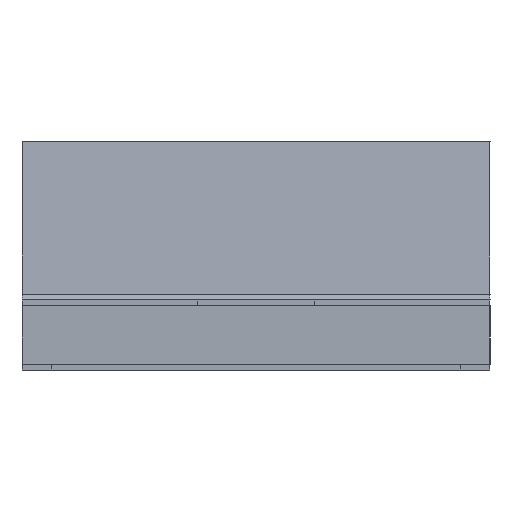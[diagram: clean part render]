
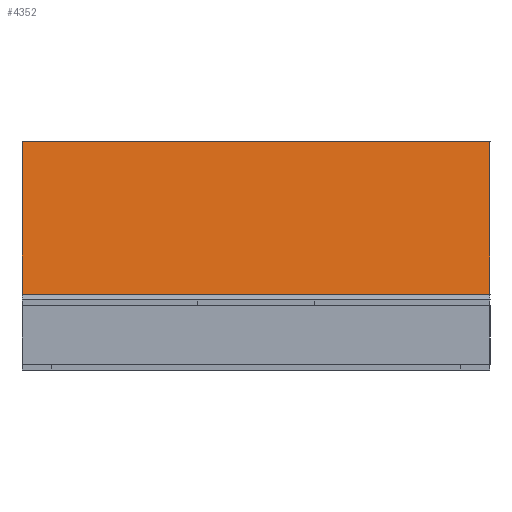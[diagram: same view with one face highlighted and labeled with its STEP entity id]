
A CAD part, left-side view. The second image highlights one B-rep face of the part: STEP entity #4352.
In plain terms, the highlighted planar face has unit normal (-0.996, 0, 0.087).
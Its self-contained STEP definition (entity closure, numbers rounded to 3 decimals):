
#1923 = PLANE('',#1924);
#1924 = AXIS2_PLACEMENT_3D('',#1925,#1926,#1927);
#1925 = CARTESIAN_POINT('',(-0.522,-0.4,0.11));
#1926 = DIRECTION('',(0.,-1.,0.));
#1927 = DIRECTION('',(1.,0.,0.));
#2543 = PLANE('',#2544);
#2544 = AXIS2_PLACEMENT_3D('',#2545,#2546,#2547);
#2545 = CARTESIAN_POINT('',(-0.522,0.4,0.11));
#2546 = DIRECTION('',(0.,-1.,0.));
#2547 = DIRECTION('',(1.,0.,0.));
#3190 = VERTEX_POINT('',#3191);
#3191 = CARTESIAN_POINT('',(-0.476,-0.4,0.39));
#3205 = PLANE('',#3206);
#3206 = AXIS2_PLACEMENT_3D('',#3207,#3208,#3209);
#3207 = CARTESIAN_POINT('',(-0.476,-0.4,0.39));
#3208 = DIRECTION('',(0.,0.,-1.));
#3209 = DIRECTION('',(0.,1.,0.));
#3217 = EDGE_CURVE('',#3190,#3218,#3220,.T.);
#3218 = VERTEX_POINT('',#3219);
#3219 = CARTESIAN_POINT('',(-0.498,-0.4,0.13));
#3220 = SURFACE_CURVE('',#3221,(#3225,#3232),.PCURVE_S1.);
#3221 = LINE('',#3222,#3223);
#3222 = CARTESIAN_POINT('',(-0.476,-0.4,0.39));
#3223 = VECTOR('',#3224,1.);
#3224 = DIRECTION('',(-0.087,0.,
    -0.996));
#3225 = PCURVE('',#1923,#3226);
#3226 = DEFINITIONAL_REPRESENTATION('',(#3227),#3231);
#3227 = LINE('',#3228,#3229);
#3228 = CARTESIAN_POINT('',(0.047,0.28));
#3229 = VECTOR('',#3230,1.);
#3230 = DIRECTION('',(-0.087,-0.996));
#3231 = ( GEOMETRIC_REPRESENTATION_CONTEXT(2) 
PARAMETRIC_REPRESENTATION_CONTEXT() REPRESENTATION_CONTEXT('2D SPACE',''
  ) );
#3232 = PCURVE('',#3233,#3238);
#3233 = PLANE('',#3234);
#3234 = AXIS2_PLACEMENT_3D('',#3235,#3236,#3237);
#3235 = CARTESIAN_POINT('',(-0.498,0.4,0.13));
#3236 = DIRECTION('',(0.996,0.,
    -0.087));
#3237 = DIRECTION('',(0.087,0.,
    0.996));
#3238 = DEFINITIONAL_REPRESENTATION('',(#3239),#3243);
#3239 = LINE('',#3240,#3241);
#3240 = CARTESIAN_POINT('',(0.261,0.8));
#3241 = VECTOR('',#3242,1.);
#3242 = DIRECTION('',(-1.,0.));
#3243 = ( GEOMETRIC_REPRESENTATION_CONTEXT(2) 
PARAMETRIC_REPRESENTATION_CONTEXT() REPRESENTATION_CONTEXT('2D SPACE',''
  ) );
#3264 = CYLINDRICAL_SURFACE('',#3265,0.04);
#3265 = AXIS2_PLACEMENT_3D('',#3266,#3267,#3268);
#3266 = CARTESIAN_POINT('',(-0.535,-0.4,0.145));
#3267 = DIRECTION('',(0.,1.,0.));
#3268 = DIRECTION('',(-1.,0.,0.));
#3987 = VERTEX_POINT('',#3988);
#3988 = CARTESIAN_POINT('',(-0.476,0.4,0.39));
#4009 = EDGE_CURVE('',#3987,#4010,#4012,.T.);
#4010 = VERTEX_POINT('',#4011);
#4011 = CARTESIAN_POINT('',(-0.498,0.4,0.13));
#4012 = SURFACE_CURVE('',#4013,(#4017,#4024),.PCURVE_S1.);
#4013 = LINE('',#4014,#4015);
#4014 = CARTESIAN_POINT('',(-0.498,0.4,0.13));
#4015 = VECTOR('',#4016,1.);
#4016 = DIRECTION('',(-0.087,0.,
    -0.996));
#4017 = PCURVE('',#2543,#4018);
#4018 = DEFINITIONAL_REPRESENTATION('',(#4019),#4023);
#4019 = LINE('',#4020,#4021);
#4020 = CARTESIAN_POINT('',(0.024,0.02));
#4021 = VECTOR('',#4022,1.);
#4022 = DIRECTION('',(-0.087,-0.996));
#4023 = ( GEOMETRIC_REPRESENTATION_CONTEXT(2) 
PARAMETRIC_REPRESENTATION_CONTEXT() REPRESENTATION_CONTEXT('2D SPACE',''
  ) );
#4024 = PCURVE('',#3233,#4025);
#4025 = DEFINITIONAL_REPRESENTATION('',(#4026),#4030);
#4026 = LINE('',#4027,#4028);
#4027 = CARTESIAN_POINT('',(0.,0.));
#4028 = VECTOR('',#4029,1.);
#4029 = DIRECTION('',(-1.,0.));
#4030 = ( GEOMETRIC_REPRESENTATION_CONTEXT(2) 
PARAMETRIC_REPRESENTATION_CONTEXT() REPRESENTATION_CONTEXT('2D SPACE',''
  ) );
#4186 = EDGE_CURVE('',#3190,#3987,#4187,.T.);
#4187 = SURFACE_CURVE('',#4188,(#4192,#4199),.PCURVE_S1.);
#4188 = LINE('',#4189,#4190);
#4189 = CARTESIAN_POINT('',(-0.476,0.,0.39));
#4190 = VECTOR('',#4191,1.);
#4191 = DIRECTION('',(0.,1.,0.));
#4192 = PCURVE('',#3205,#4193);
#4193 = DEFINITIONAL_REPRESENTATION('',(#4194),#4198);
#4194 = LINE('',#4195,#4196);
#4195 = CARTESIAN_POINT('',(0.4,0.));
#4196 = VECTOR('',#4197,1.);
#4197 = DIRECTION('',(1.,0.));
#4198 = ( GEOMETRIC_REPRESENTATION_CONTEXT(2) 
PARAMETRIC_REPRESENTATION_CONTEXT() REPRESENTATION_CONTEXT('2D SPACE',''
  ) );
#4199 = PCURVE('',#3233,#4200);
#4200 = DEFINITIONAL_REPRESENTATION('',(#4201),#4205);
#4201 = LINE('',#4202,#4203);
#4202 = CARTESIAN_POINT('',(0.261,0.4));
#4203 = VECTOR('',#4204,1.);
#4204 = DIRECTION('',(0.,-1.));
#4205 = ( GEOMETRIC_REPRESENTATION_CONTEXT(2) 
PARAMETRIC_REPRESENTATION_CONTEXT() REPRESENTATION_CONTEXT('2D SPACE',''
  ) );
#4310 = EDGE_CURVE('',#3218,#4010,#4311,.T.);
#4311 = SURFACE_CURVE('',#4312,(#4316,#4345),.PCURVE_S1.);
#4312 = LINE('',#4313,#4314);
#4313 = CARTESIAN_POINT('',(-0.498,0.,
    0.13));
#4314 = VECTOR('',#4315,1.);
#4315 = DIRECTION('',(0.,1.,0.));
#4316 = PCURVE('',#3264,#4317);
#4317 = DEFINITIONAL_REPRESENTATION('',(#4318),#4344);
#4318 = B_SPLINE_CURVE_WITH_KNOTS('',3,(#4319,#4320,#4321,#4322,#4323,
    #4324,#4325,#4326,#4327,#4328,#4329,#4330,#4331,#4332,#4333,#4334,
    #4335,#4336,#4337,#4338,#4339,#4340,#4341,#4342,#4343),
  .UNSPECIFIED.,.F.,.F.,(4,1,1,1,1,1,1,1,1,1,1,1,1,1,1,1,1,1,1,1,1,1,4),
  (-0.4,-0.364,-0.327,-0.291,-0.255,
    -0.218,-0.182,-0.145,-0.109,
    -0.073,-0.036,0.,
    0.036,0.073,0.109,
    0.145,0.182,0.218,0.255,
    0.291,0.327,0.364,0.4),.UNSPECIFIED.);
#4319 = CARTESIAN_POINT('',(3.528,0.));
#4320 = CARTESIAN_POINT('',(3.528,0.012));
#4321 = CARTESIAN_POINT('',(3.528,0.036));
#4322 = CARTESIAN_POINT('',(3.528,0.073));
#4323 = CARTESIAN_POINT('',(3.528,0.109));
#4324 = CARTESIAN_POINT('',(3.528,0.145));
#4325 = CARTESIAN_POINT('',(3.528,0.182));
#4326 = CARTESIAN_POINT('',(3.528,0.218));
#4327 = CARTESIAN_POINT('',(3.528,0.255));
#4328 = CARTESIAN_POINT('',(3.528,0.291));
#4329 = CARTESIAN_POINT('',(3.528,0.327));
#4330 = CARTESIAN_POINT('',(3.528,0.364));
#4331 = CARTESIAN_POINT('',(3.528,0.4));
#4332 = CARTESIAN_POINT('',(3.528,0.436));
#4333 = CARTESIAN_POINT('',(3.528,0.473));
#4334 = CARTESIAN_POINT('',(3.528,0.509));
#4335 = CARTESIAN_POINT('',(3.528,0.545));
#4336 = CARTESIAN_POINT('',(3.528,0.582));
#4337 = CARTESIAN_POINT('',(3.528,0.618));
#4338 = CARTESIAN_POINT('',(3.528,0.655));
#4339 = CARTESIAN_POINT('',(3.528,0.691));
#4340 = CARTESIAN_POINT('',(3.528,0.727));
#4341 = CARTESIAN_POINT('',(3.528,0.764));
#4342 = CARTESIAN_POINT('',(3.528,0.788));
#4343 = CARTESIAN_POINT('',(3.528,0.8));
#4344 = ( GEOMETRIC_REPRESENTATION_CONTEXT(2) 
PARAMETRIC_REPRESENTATION_CONTEXT() REPRESENTATION_CONTEXT('2D SPACE',''
  ) );
#4345 = PCURVE('',#3233,#4346);
#4346 = DEFINITIONAL_REPRESENTATION('',(#4347),#4351);
#4347 = LINE('',#4348,#4349);
#4348 = CARTESIAN_POINT('',(0.,0.4));
#4349 = VECTOR('',#4350,1.);
#4350 = DIRECTION('',(0.,-1.));
#4351 = ( GEOMETRIC_REPRESENTATION_CONTEXT(2) 
PARAMETRIC_REPRESENTATION_CONTEXT() REPRESENTATION_CONTEXT('2D SPACE',''
  ) );
#4352 = ADVANCED_FACE('',(#4353),#3233,.F.);
#4353 = FACE_BOUND('',#4354,.T.);
#4354 = EDGE_LOOP('',(#4355,#4356,#4357,#4358));
#4355 = ORIENTED_EDGE('',*,*,#4310,.F.);
#4356 = ORIENTED_EDGE('',*,*,#3217,.F.);
#4357 = ORIENTED_EDGE('',*,*,#4186,.T.);
#4358 = ORIENTED_EDGE('',*,*,#4009,.T.);
